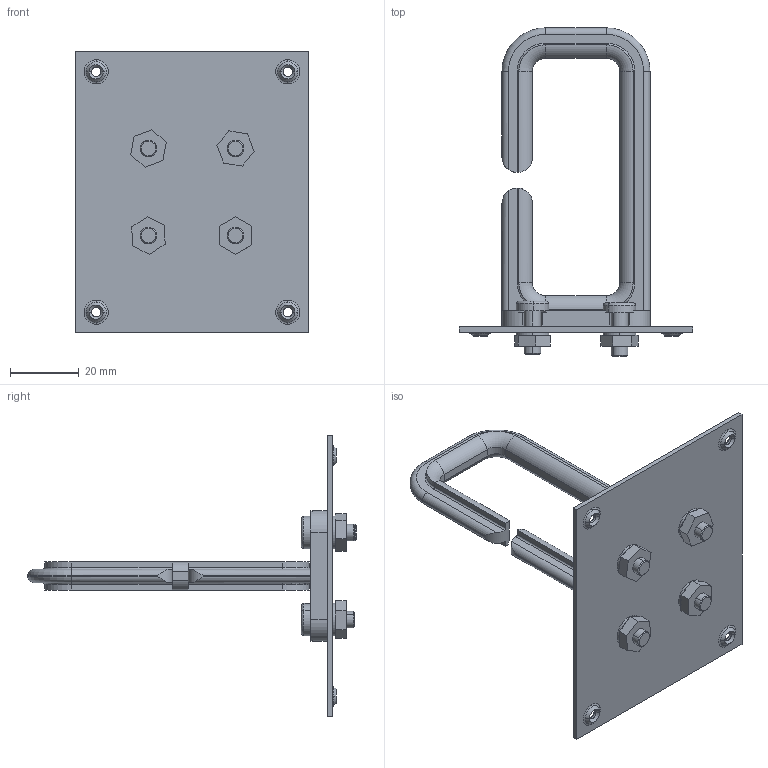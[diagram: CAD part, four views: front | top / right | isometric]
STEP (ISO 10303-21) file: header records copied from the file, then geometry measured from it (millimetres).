
FILE_DESCRIPTION (( 'STEP AP214' ), '1' );
FILE_NAME ('USP-CM134B.STEP', '2017-06-01T15:51:52', ( 'L-Com' ), ( 'L-Com Global Connectivity' ), 'SwSTEP 2.0', 'SolidWorks 2014', '' );
FILE_SCHEMA (( 'AUTOMOTIVE_DESIGN' ));
Length unit declared in the file: inch
Products named in the file (6): 1AR16-004; 1210-00Z; CCS03; USP-CM134B; DYAS03016_10-32 X .500 PAN HEAD SCREW; S143
Assembly tree (14 placements, depth 2):
  USP-CM134B
    1AR16-004
    S143
    DYAS03016_10-32 X .500 PAN HEAD SCREW  x4
    1210-00Z  x4
    CCS03  x4
Bounding box: 68.07 x 95.76 x 82.04 mm (x, y, z)
Volume: 26097.4 mm3; surface area: 24146.4 mm2
Topology: 14 solids, 14 shells, 765 faces, 2107 edges, 1378 vertices
Faces by surface type: cylinder 403, plane 282, torus 48, cone 32
Entity records: 12232 total; most frequent: CARTESIAN_POINT 2091, DIRECTION 2034, ORIENTED_EDGE 1844, EDGE_CURVE 922, AXIS2_PLACEMENT_3D 779, VERTEX_POINT 592, LINE 476, VECTOR 476
